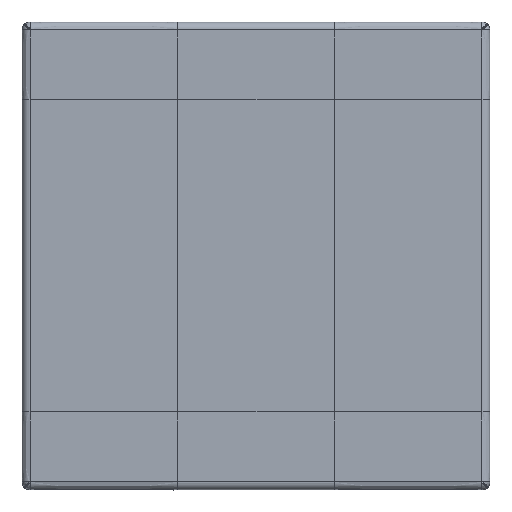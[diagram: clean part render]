
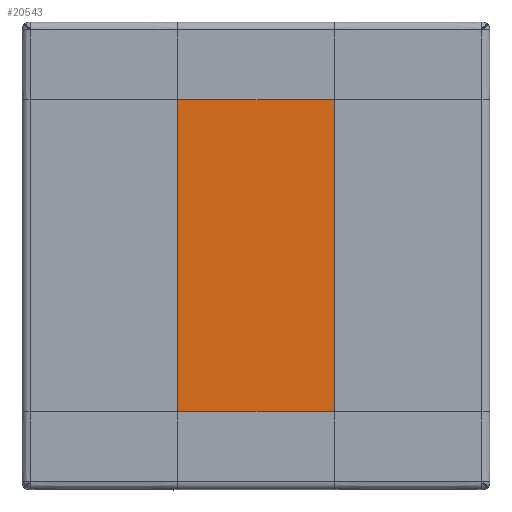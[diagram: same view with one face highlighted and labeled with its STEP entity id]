
A CAD part, top view. The second image highlights one B-rep face of the part: STEP entity #20543.
In plain terms, the highlighted free-form (B-spline) face has degree [2, 1] with [3, 2] control points.
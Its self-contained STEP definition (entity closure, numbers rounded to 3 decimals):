
#2393=FACE_OUTER_BOUND('',#4731,.T.);
#4731=EDGE_LOOP('',(#15487,#15488,#15489,#15490));
#7135=B_SPLINE_CURVE_WITH_KNOTS('',2,(#42676,#42677,#42678),
 .UNSPECIFIED.,.F.,.F.,(3,3),(9.875,53.925),
 .UNSPECIFIED.);
#7136=B_SPLINE_CURVE_WITH_KNOTS('',1,(#42680,#42681),.UNSPECIFIED.,.F.,
 .F.,(2,2),(0.,1.),.UNSPECIFIED.);
#7137=B_SPLINE_CURVE_WITH_KNOTS('',2,(#42683,#42684,#42685),
 .UNSPECIFIED.,.F.,.F.,(3,3),(9.875,53.925),
 .UNSPECIFIED.);
#7138=B_SPLINE_CURVE_WITH_KNOTS('',1,(#42686,#42687),.UNSPECIFIED.,.F.,
 .F.,(2,2),(0.,1.),.UNSPECIFIED.);
#9919=VERTEX_POINT('',#42674);
#9920=VERTEX_POINT('',#42675);
#9921=VERTEX_POINT('',#42679);
#9922=VERTEX_POINT('',#42682);
#12703=EDGE_CURVE('',#9919,#9920,#7135,.T.);
#12704=EDGE_CURVE('',#9920,#9921,#7136,.T.);
#12705=EDGE_CURVE('',#9922,#9921,#7137,.T.);
#12706=EDGE_CURVE('',#9919,#9922,#7138,.T.);
#15487=ORIENTED_EDGE('',*,*,#12703,.T.);
#15488=ORIENTED_EDGE('',*,*,#12704,.T.);
#15489=ORIENTED_EDGE('',*,*,#12705,.F.);
#15490=ORIENTED_EDGE('',*,*,#12706,.F.);
#18205=B_SPLINE_SURFACE_WITH_KNOTS('',2,1,((#42668,#42669),(#42670,#42671),
(#42672,#42673)),.UNSPECIFIED.,.F.,.F.,.F.,(3,3),(2,2),(9.875,
53.925),(0.,1.),.UNSPECIFIED.);
#20543=ADVANCED_FACE('',(#2393),#18205,.T.);
#42668=CARTESIAN_POINT('Ctrl Pts',(3269.848,16.048,400.009));
#42669=CARTESIAN_POINT('Ctrl Pts',(3048.859,16.048,400.009));
#42670=CARTESIAN_POINT('Ctrl Pts',(3269.848,236.297,400.009));
#42671=CARTESIAN_POINT('Ctrl Pts',(3048.859,236.297,400.009));
#42672=CARTESIAN_POINT('Ctrl Pts',(3269.848,456.546,400.009));
#42673=CARTESIAN_POINT('Ctrl Pts',(3048.859,456.546,400.009));
#42674=CARTESIAN_POINT('',(3269.848,16.048,400.009));
#42675=CARTESIAN_POINT('',(3269.848,456.546,400.009));
#42676=CARTESIAN_POINT('Ctrl Pts',(3269.848,16.048,400.009));
#42677=CARTESIAN_POINT('Ctrl Pts',(3269.848,236.297,400.009));
#42678=CARTESIAN_POINT('Ctrl Pts',(3269.848,456.546,400.009));
#42679=CARTESIAN_POINT('',(3048.859,456.546,400.009));
#42680=CARTESIAN_POINT('Ctrl Pts',(3269.848,456.546,400.009));
#42681=CARTESIAN_POINT('Ctrl Pts',(3048.859,456.546,400.009));
#42682=CARTESIAN_POINT('',(3048.859,16.048,400.009));
#42683=CARTESIAN_POINT('Ctrl Pts',(3048.859,16.048,400.009));
#42684=CARTESIAN_POINT('Ctrl Pts',(3048.859,236.297,400.009));
#42685=CARTESIAN_POINT('Ctrl Pts',(3048.859,456.546,400.009));
#42686=CARTESIAN_POINT('Ctrl Pts',(3269.848,16.048,400.009));
#42687=CARTESIAN_POINT('Ctrl Pts',(3048.859,16.048,400.009));
